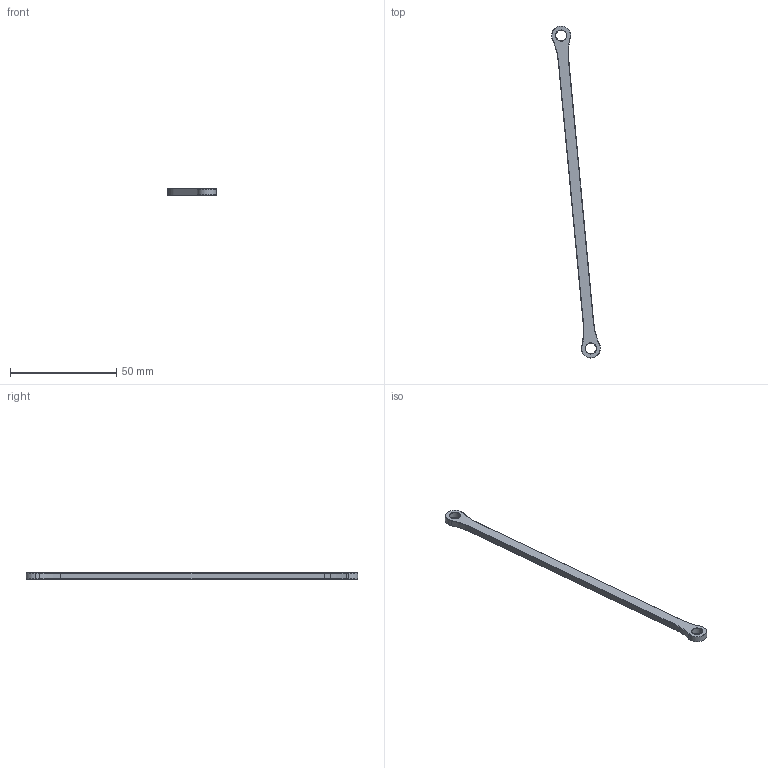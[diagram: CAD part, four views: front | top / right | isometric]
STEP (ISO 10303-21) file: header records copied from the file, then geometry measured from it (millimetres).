
FILE_DESCRIPTION (( 'STEP AP203' ), '1' );
FILE_NAME ('Part3-m_Default_sldprt.STEP', '2018-07-06T17:54:08', ( '' ), ( '' ), 'SwSTEP 2.0', 'SolidWorks 2014', '' );
FILE_SCHEMA (( 'CONFIG_CONTROL_DESIGN' ));
Length unit declared in the file: millimetre
Products named in the file (1): Part3-m_Default_sldprt
Bounding box: 23.04 x 156.33 x 3 mm (x, y, z)
Volume: 2393.5 mm3; surface area: 2621.9 mm2
Topology: 1 solids, 1 shells, 53 faces, 119 edges, 68 vertices
Faces by surface type: torus 30, cylinder 19, plane 4
Entity records: 1580 total; most frequent: DIRECTION 321, CARTESIAN_POINT 241, ORIENTED_EDGE 238, AXIS2_PLACEMENT_3D 148, EDGE_CURVE 119, CIRCLE 94, VERTEX_POINT 68, EDGE_LOOP 57
